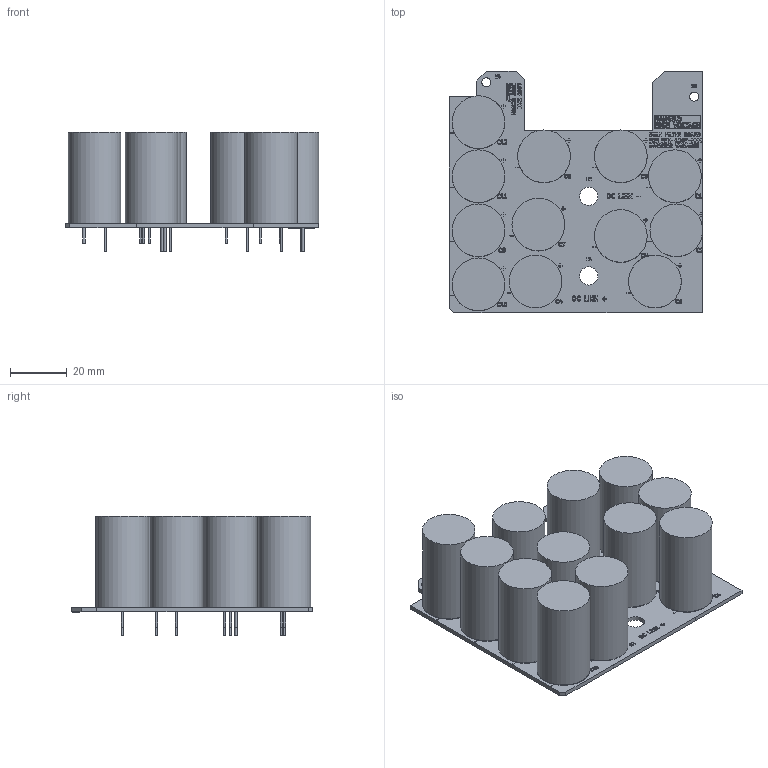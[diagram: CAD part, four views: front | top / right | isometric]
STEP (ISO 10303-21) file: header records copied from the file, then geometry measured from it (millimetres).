
FILE_DESCRIPTION(('KiCad electronic assembly'),'2;1');
FILE_NAME('DCBusCapacitorBoard.step','2026-02-05T19:50:17',('Pcbnew'),( 'Kicad'),'Open CASCADE STEP processor 7.9','KiCad to STEP converter' ,'Unknown');
FILE_SCHEMA(('AUTOMOTIVE_DESIGN { 1 0 10303 214 1 1 1 1 }'));
Length unit declared in the file: millimetre
Products named in the file (8): DCBusCapacitorBoard 1; UCS2C331MHD; SimpleBody; Pin1; Pin2; DCBusCapacitorBoard_copper; DCBusCapacitorBoard_silkscreen; DCBusCapacitorBoard_PCB
Assembly tree (18 placements, depth 3):
  DCBusCapacitorBoard 1
    UCS2C331MHD  x12
      SimpleBody
      Pin1
      Pin2
    DCBusCapacitorBoard_copper
    DCBusCapacitorBoard_silkscreen
    DCBusCapacitorBoard_PCB
Bounding box: 89 x 85 x 42 mm (x, y, z)
Volume: 113010.1 mm3; surface area: 43242.2 mm2
Topology: 37 solids, 212 shells, 329 faces, 3623 edges, 3539 vertices
Faces by surface type: plane 265, cylinder 64
Full cylindrical faces by diameter (mm): 0.8 x24, 1 x24, 3.2 x2, 6.4 x2, 18.5 x12
Entity records: 33302 total; most frequent: CARTESIAN_POINT 7234, DIRECTION 4837, ORIENTED_EDGE 3657, EDGE_CURVE 3516, VERTEX_POINT 3469, LINE 2693, VECTOR 2693, AXIS2_PLACEMENT_3D 1072
